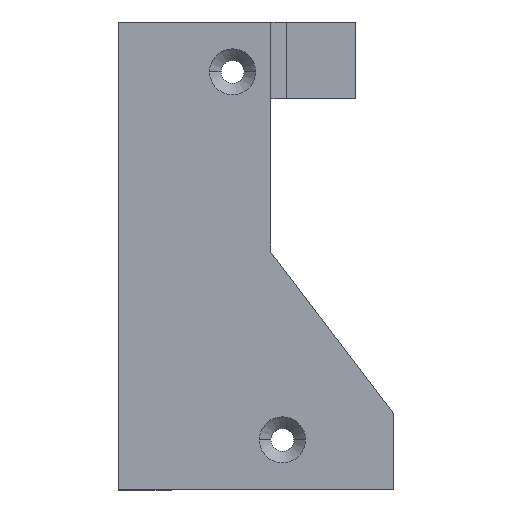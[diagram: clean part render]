
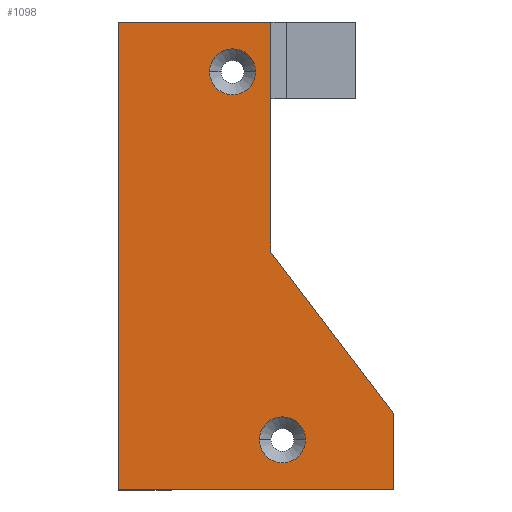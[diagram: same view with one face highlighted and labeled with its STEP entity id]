
A CAD part, top view. The second image highlights one B-rep face of the part: STEP entity #1098.
In plain terms, the highlighted planar face has unit normal (0, 0, 1).
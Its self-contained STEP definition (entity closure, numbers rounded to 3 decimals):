
#16 = CIRCLE ( 'NONE', #987, 3. ) ;
#32 = ORIENTED_EDGE ( 'NONE', *, *, #522, .T. ) ;
#33 = AXIS2_PLACEMENT_3D ( 'NONE', #923, #1200, #346 ) ;
#45 = PLANE ( 'NONE',  #592 ) ;
#50 = CARTESIAN_POINT ( 'NONE',  ( 87.5, 93.5, 27.5 ) ) ;
#51 = EDGE_CURVE ( 'NONE', #874, #261, #175, .T. ) ;
#55 = CARTESIAN_POINT ( 'NONE',  ( 90.5, 93.5, 27.5 ) ) ;
#72 = VERTEX_POINT ( 'NONE', #932 ) ;
#78 = VERTEX_POINT ( 'NONE', #1040 ) ;
#89 = DIRECTION ( 'NONE',  ( 0., 1., 0. ) ) ;
#91 = DIRECTION ( 'NONE',  ( 1., 0., 0. ) ) ;
#131 = VECTOR ( 'NONE', #1015, 1000. ) ;
#132 = EDGE_CURVE ( 'NONE', #261, #191, #1213, .T. ) ;
#145 = DIRECTION ( 'NONE',  ( 1., 0., 0. ) ) ;
#147 = CIRCLE ( 'NONE', #218, 3. ) ;
#148 = FACE_OUTER_BOUND ( 'NONE', #594, .T. ) ;
#149 = CIRCLE ( 'NONE', #839, 3. ) ;
#154 = LINE ( 'NONE', #267, #131 ) ;
#165 = EDGE_CURVE ( 'NONE', #545, #511, #154, .T. ) ;
#166 = VERTEX_POINT ( 'NONE', #536 ) ;
#168 = ORIENTED_EDGE ( 'NONE', *, *, #184, .T. ) ;
#172 = FACE_BOUND ( 'NONE', #792, .T. ) ;
#175 = LINE ( 'NONE', #578, #935 ) ;
#184 = EDGE_CURVE ( 'NONE', #1038, #78, #556, .T. ) ;
#185 = ORIENTED_EDGE ( 'NONE', *, *, #853, .T. ) ;
#191 = VERTEX_POINT ( 'NONE', #1101 ) ;
#218 = AXIS2_PLACEMENT_3D ( 'NONE', #55, #428, #732 ) ;
#226 = ORIENTED_EDGE ( 'NONE', *, *, #165, .T. ) ;
#237 = CARTESIAN_POINT ( 'NONE',  ( 90.5, 117.5, 27.5 ) ) ;
#240 = DIRECTION ( 'NONE',  ( 1., 0., 0. ) ) ;
#261 = VERTEX_POINT ( 'NONE', #675 ) ;
#267 = CARTESIAN_POINT ( 'NONE',  ( 105., 97., 27.5 ) ) ;
#272 = CARTESIAN_POINT ( 'NONE',  ( 105., 117.5, 27.5 ) ) ;
#278 = ORIENTED_EDGE ( 'NONE', *, *, #898, .T. ) ;
#333 = CARTESIAN_POINT ( 'NONE',  ( 84., 141.5, 27.5 ) ) ;
#346 = DIRECTION ( 'NONE',  ( 1., 0., 0. ) ) ;
#419 = ORIENTED_EDGE ( 'NONE', *, *, #909, .T. ) ;
#428 = DIRECTION ( 'NONE',  ( 0., 0., -1. ) ) ;
#451 = VERTEX_POINT ( 'NONE', #724 ) ;
#511 = VERTEX_POINT ( 'NONE', #952 ) ;
#519 = DIRECTION ( 'NONE',  ( 0., 1., 0. ) ) ;
#522 = EDGE_CURVE ( 'NONE', #166, #874, #767, .T. ) ;
#536 = CARTESIAN_POINT ( 'NONE',  ( 89., 148., 27.5 ) ) ;
#545 = VERTEX_POINT ( 'NONE', #1067 ) ;
#549 = FACE_BOUND ( 'NONE', #696, .T. ) ;
#556 = CIRCLE ( 'NONE', #33, 3. ) ;
#578 = CARTESIAN_POINT ( 'NONE',  ( 69.1, 117.5, 27.5 ) ) ;
#592 = AXIS2_PLACEMENT_3D ( 'NONE', #237, #992, #1093 ) ;
#594 = EDGE_LOOP ( 'NONE', ( #984, #278, #32, #1058, #883, #419, #226 ) ) ;
#611 = DIRECTION ( 'NONE',  ( 0., 0., -1. ) ) ;
#640 = CARTESIAN_POINT ( 'NONE',  ( 69.1, 148., 27.5 ) ) ;
#654 = LINE ( 'NONE', #272, #818 ) ;
#669 = VERTEX_POINT ( 'NONE', #50 ) ;
#671 = CARTESIAN_POINT ( 'NONE',  ( 90.5, 148., 27.5 ) ) ;
#675 = CARTESIAN_POINT ( 'NONE',  ( 69.1, 87., 27.5 ) ) ;
#681 = ORIENTED_EDGE ( 'NONE', *, *, #1196, .T. ) ;
#696 = EDGE_LOOP ( 'NONE', ( #746, #681 ) ) ;
#707 = CARTESIAN_POINT ( 'NONE',  ( 90.5, 93.5, 27.5 ) ) ;
#711 = LINE ( 'NONE', #1001, #869 ) ;
#717 = VECTOR ( 'NONE', #1060, 1000. ) ;
#724 = CARTESIAN_POINT ( 'NONE',  ( 93.5, 93.5, 27.5 ) ) ;
#732 = DIRECTION ( 'NONE',  ( 1., 0., 0. ) ) ;
#746 = ORIENTED_EDGE ( 'NONE', *, *, #864, .T. ) ;
#767 = LINE ( 'NONE', #671, #717 ) ;
#792 = EDGE_LOOP ( 'NONE', ( #168, #185 ) ) ;
#803 = EDGE_CURVE ( 'NONE', #511, #72, #711, .T. ) ;
#817 = CARTESIAN_POINT ( 'NONE',  ( 90.5, 87., 27.5 ) ) ;
#818 = VECTOR ( 'NONE', #1117, 1000. ) ;
#839 = AXIS2_PLACEMENT_3D ( 'NONE', #707, #899, #240 ) ;
#844 = CARTESIAN_POINT ( 'NONE',  ( 89., 117.5, 27.5 ) ) ;
#853 = EDGE_CURVE ( 'NONE', #78, #1038, #16, .T. ) ;
#864 = EDGE_CURVE ( 'NONE', #451, #669, #147, .T. ) ;
#869 = VECTOR ( 'NONE', #519, 1000. ) ;
#874 = VERTEX_POINT ( 'NONE', #640 ) ;
#883 = ORIENTED_EDGE ( 'NONE', *, *, #132, .T. ) ;
#898 = EDGE_CURVE ( 'NONE', #72, #166, #1209, .T. ) ;
#899 = DIRECTION ( 'NONE',  ( 0., 0., -1. ) ) ;
#905 = VECTOR ( 'NONE', #89, 1000. ) ;
#909 = EDGE_CURVE ( 'NONE', #191, #545, #654, .T. ) ;
#914 = VECTOR ( 'NONE', #91, 1000. ) ;
#923 = CARTESIAN_POINT ( 'NONE',  ( 84., 141.5, 27.5 ) ) ;
#932 = CARTESIAN_POINT ( 'NONE',  ( 89., 138., 27.5 ) ) ;
#935 = VECTOR ( 'NONE', #958, 1000. ) ;
#938 = CARTESIAN_POINT ( 'NONE',  ( 87., 141.5, 27.5 ) ) ;
#952 = CARTESIAN_POINT ( 'NONE',  ( 89., 118., 27.5 ) ) ;
#958 = DIRECTION ( 'NONE',  ( 0., -1., 0. ) ) ;
#984 = ORIENTED_EDGE ( 'NONE', *, *, #803, .T. ) ;
#987 = AXIS2_PLACEMENT_3D ( 'NONE', #333, #611, #145 ) ;
#992 = DIRECTION ( 'NONE',  ( 0., 0., 1. ) ) ;
#1001 = CARTESIAN_POINT ( 'NONE',  ( 89., 117.5, 27.5 ) ) ;
#1015 = DIRECTION ( 'NONE',  ( -0.606, 0.795, 0. ) ) ;
#1038 = VERTEX_POINT ( 'NONE', #938 ) ;
#1040 = CARTESIAN_POINT ( 'NONE',  ( 81., 141.5, 27.5 ) ) ;
#1058 = ORIENTED_EDGE ( 'NONE', *, *, #51, .T. ) ;
#1060 = DIRECTION ( 'NONE',  ( -1., 0., 0. ) ) ;
#1067 = CARTESIAN_POINT ( 'NONE',  ( 105., 97., 27.5 ) ) ;
#1093 = DIRECTION ( 'NONE',  ( 1., 0., 0. ) ) ;
#1098 = ADVANCED_FACE ( 'NONE', ( #172, #549, #148 ), #45, .T. ) ;
#1101 = CARTESIAN_POINT ( 'NONE',  ( 105., 87., 27.5 ) ) ;
#1117 = DIRECTION ( 'NONE',  ( 0., 1., 0. ) ) ;
#1196 = EDGE_CURVE ( 'NONE', #669, #451, #149, .T. ) ;
#1200 = DIRECTION ( 'NONE',  ( 0., 0., -1. ) ) ;
#1209 = LINE ( 'NONE', #844, #905 ) ;
#1213 = LINE ( 'NONE', #817, #914 ) ;
